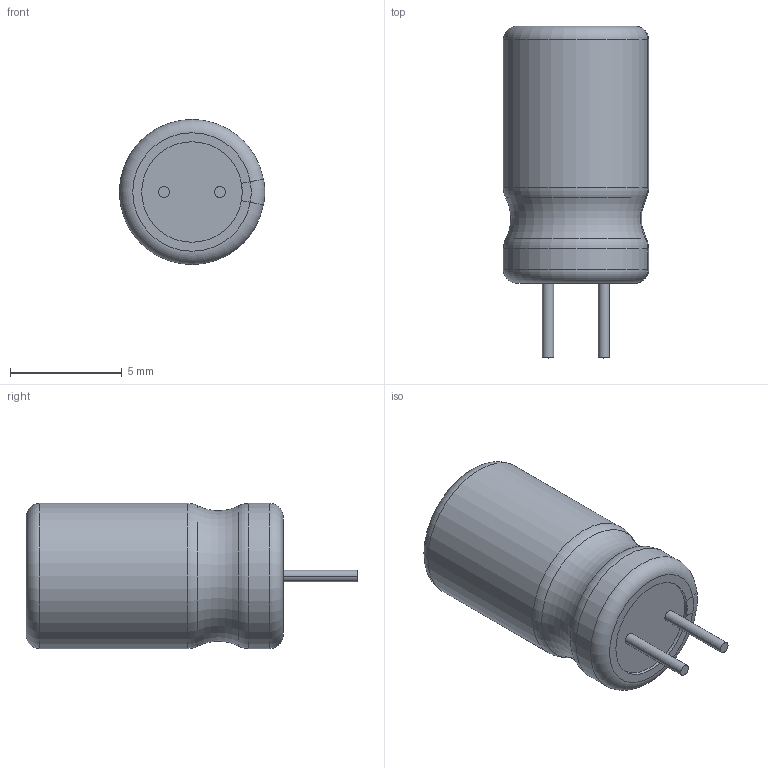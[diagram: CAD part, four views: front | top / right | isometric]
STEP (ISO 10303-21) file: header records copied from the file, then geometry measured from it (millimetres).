
FILE_DESCRIPTION((''),'2;1');
FILE_NAME('CPOL-V_P2-5_D6-5_H11-5','2019-02-11T',('Dragos'),(''),'PRO/ENGINEER BY PARAMETRIC TECHNOLOGY CORPORATION, 2004440','PRO/ENGINEER BY PARAMETRIC TECHNOLOGY CORPORATION, 2004440','');
FILE_SCHEMA(('AUTOMOTIVE_DESIGN { 1 0 10303 214 1 1 1 1 }'));
Length unit declared in the file: millimetre
Products named in the file (1): CPOL-V_P2-5_D6-5_H11-5
Bounding box: 6.5 x 14.86 x 6.5 mm (x, y, z)
Volume: 365.1 mm3; surface area: 307.5 mm2
Topology: 1 solids, 1 shells, 44 faces, 127 edges, 94 vertices
Faces by surface type: plane 22, cylinder 12, torus 10
Entity records: 2316 total; most frequent: DIRECTION 281, CARTESIAN_POINT 253, ORIENTED_EDGE 240, PRESENTATION_STYLE_ASSIGNMENT 160, STYLED_ITEM 129, CURVE_STYLE 128, EDGE_CURVE 120, AXIS2_PLACEMENT_3D 109
